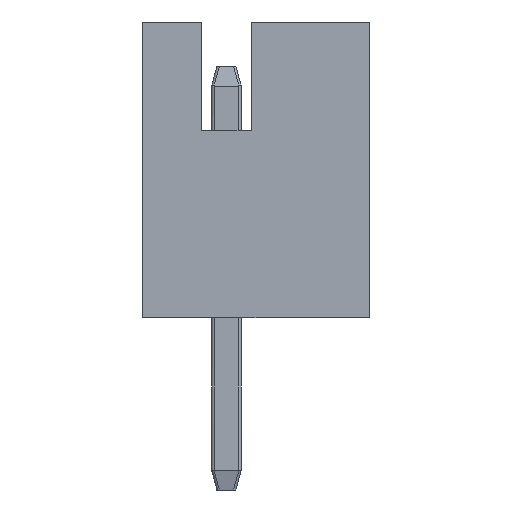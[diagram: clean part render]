
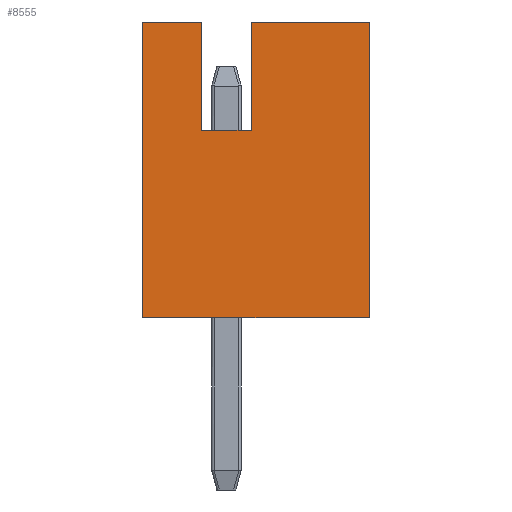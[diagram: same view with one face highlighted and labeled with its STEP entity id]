
A CAD part, left-side view. The second image highlights one B-rep face of the part: STEP entity #8555.
In plain terms, the highlighted planar face has unit normal (-1, 0, 0).
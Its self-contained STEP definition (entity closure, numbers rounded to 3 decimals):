
#80 = PLANE ( 'NONE',  #25093 ) ;
#611 = DIRECTION ( 'NONE',  ( 0., 0., 1. ) ) ;
#731 = LINE ( 'NONE', #16290, #23049 ) ;
#788 = CARTESIAN_POINT ( 'NONE',  ( -10., -2.9, 6. ) ) ;
#1593 = VECTOR ( 'NONE', #8814, 1000. ) ;
#1845 = DIRECTION ( 'NONE',  ( 0., 1., 0. ) ) ;
#2553 = ORIENTED_EDGE ( 'NONE', *, *, #23267, .T. ) ;
#2628 = CARTESIAN_POINT ( 'NONE',  ( -10., -2.9, 6. ) ) ;
#2718 = VECTOR ( 'NONE', #20616, 1000. ) ;
#2748 = CARTESIAN_POINT ( 'NONE',  ( -10., -2.9, 6. ) ) ;
#3555 = ORIENTED_EDGE ( 'NONE', *, *, #22685, .T. ) ;
#3646 = VERTEX_POINT ( 'NONE', #9241 ) ;
#4231 = DIRECTION ( 'NONE',  ( 0., 1., 0. ) ) ;
#4273 = CARTESIAN_POINT ( 'NONE',  ( -10., -2.9, 0. ) ) ;
#5774 = EDGE_CURVE ( 'NONE', #12750, #24502, #8125, .T. ) ;
#5851 = CARTESIAN_POINT ( 'NONE',  ( -10., -0.5, 6. ) ) ;
#6439 = EDGE_CURVE ( 'NONE', #19832, #8659, #8777, .T. ) ;
#7371 = VECTOR ( 'NONE', #25455, 1000. ) ;
#7423 = CARTESIAN_POINT ( 'NONE',  ( -10., -2.9, 6. ) ) ;
#8125 = LINE ( 'NONE', #23816, #12439 ) ;
#8555 = ADVANCED_FACE ( 'NONE', ( #12323 ), #80, .T. ) ;
#8628 = EDGE_CURVE ( 'NONE', #3646, #8659, #731, .T. ) ;
#8659 = VERTEX_POINT ( 'NONE', #22254 ) ;
#8693 = CARTESIAN_POINT ( 'NONE',  ( -10., 0.5, 6. ) ) ;
#8777 = LINE ( 'NONE', #10967, #8785 ) ;
#8785 = VECTOR ( 'NONE', #9038, 1000. ) ;
#8814 = DIRECTION ( 'NONE',  ( 0., 1., 0. ) ) ;
#8832 = ORIENTED_EDGE ( 'NONE', *, *, #5774, .T. ) ;
#9038 = DIRECTION ( 'NONE',  ( 0., 1., 0. ) ) ;
#9202 = ORIENTED_EDGE ( 'NONE', *, *, #20872, .F. ) ;
#9241 = CARTESIAN_POINT ( 'NONE',  ( -10., 1.7, 6. ) ) ;
#10239 = ORIENTED_EDGE ( 'NONE', *, *, #23028, .T. ) ;
#10642 = DIRECTION ( 'NONE',  ( 0., 0., -1. ) ) ;
#10755 = DIRECTION ( 'NONE',  ( -1., 0., 0. ) ) ;
#10967 = CARTESIAN_POINT ( 'NONE',  ( -10., -2.9, 0. ) ) ;
#11456 = LINE ( 'NONE', #21106, #7371 ) ;
#11645 = LINE ( 'NONE', #19482, #16328 ) ;
#12323 = FACE_OUTER_BOUND ( 'NONE', #19190, .T. ) ;
#12333 = CARTESIAN_POINT ( 'NONE',  ( -10., 0.5, 6. ) ) ;
#12425 = LINE ( 'NONE', #2748, #1593 ) ;
#12439 = VECTOR ( 'NONE', #4231, 1000. ) ;
#12750 = VERTEX_POINT ( 'NONE', #22916 ) ;
#13683 = CARTESIAN_POINT ( 'NONE',  ( -10., 0.5, 3.8 ) ) ;
#13971 = EDGE_CURVE ( 'NONE', #19338, #3646, #11645, .T. ) ;
#16290 = CARTESIAN_POINT ( 'NONE',  ( -10., 1.7, 6. ) ) ;
#16328 = VECTOR ( 'NONE', #1845, 1000. ) ;
#16677 = ORIENTED_EDGE ( 'NONE', *, *, #13971, .T. ) ;
#17603 = VECTOR ( 'NONE', #611, 1000. ) ;
#18534 = LINE ( 'NONE', #788, #2718 ) ;
#19190 = EDGE_LOOP ( 'NONE', ( #8832, #3555, #16677, #22871, #20783, #9202, #10239, #2553 ) ) ;
#19338 = VERTEX_POINT ( 'NONE', #8693 ) ;
#19482 = CARTESIAN_POINT ( 'NONE',  ( -10., -2.9, 6. ) ) ;
#19832 = VERTEX_POINT ( 'NONE', #4273 ) ;
#20540 = VERTEX_POINT ( 'NONE', #7423 ) ;
#20616 = DIRECTION ( 'NONE',  ( 0., 0., -1. ) ) ;
#20655 = VERTEX_POINT ( 'NONE', #5851 ) ;
#20783 = ORIENTED_EDGE ( 'NONE', *, *, #6439, .F. ) ;
#20872 = EDGE_CURVE ( 'NONE', #20540, #19832, #18534, .T. ) ;
#21106 = CARTESIAN_POINT ( 'NONE',  ( -10., -0.5, 6. ) ) ;
#22254 = CARTESIAN_POINT ( 'NONE',  ( -10., 1.7, 0. ) ) ;
#22685 = EDGE_CURVE ( 'NONE', #24502, #19338, #22759, .T. ) ;
#22759 = LINE ( 'NONE', #12333, #17603 ) ;
#22871 = ORIENTED_EDGE ( 'NONE', *, *, #8628, .T. ) ;
#22916 = CARTESIAN_POINT ( 'NONE',  ( -10., -0.5, 3.8 ) ) ;
#23028 = EDGE_CURVE ( 'NONE', #20540, #20655, #12425, .T. ) ;
#23049 = VECTOR ( 'NONE', #10642, 1000. ) ;
#23267 = EDGE_CURVE ( 'NONE', #20655, #12750, #11456, .T. ) ;
#23816 = CARTESIAN_POINT ( 'NONE',  ( -10., -2.9, 3.8 ) ) ;
#24157 = DIRECTION ( 'NONE',  ( 0., 0., 1. ) ) ;
#24502 = VERTEX_POINT ( 'NONE', #13683 ) ;
#25093 = AXIS2_PLACEMENT_3D ( 'NONE', #2628, #10755, #24157 ) ;
#25455 = DIRECTION ( 'NONE',  ( 0., 0., -1. ) ) ;
